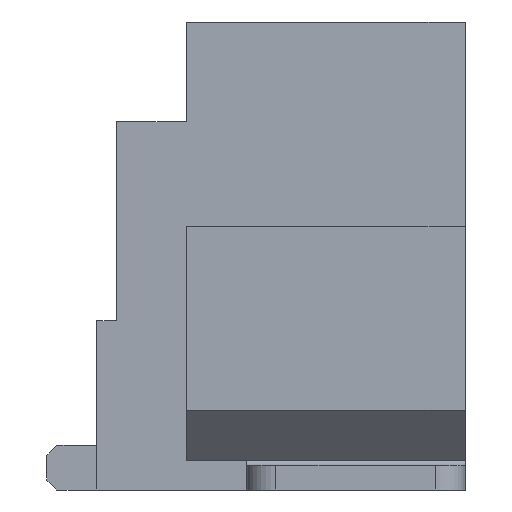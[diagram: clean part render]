
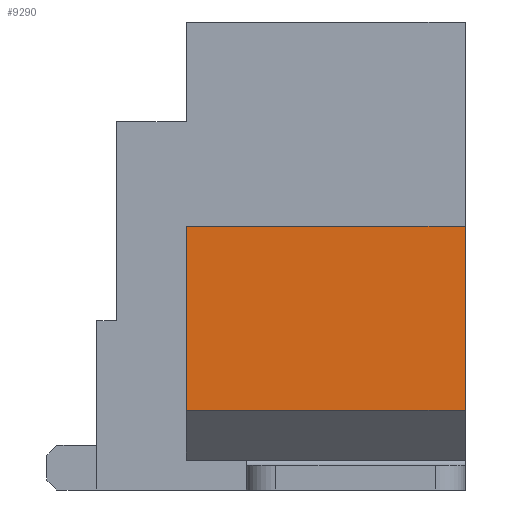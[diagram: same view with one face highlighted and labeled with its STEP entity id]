
A CAD part, left-side view. The second image highlights one B-rep face of the part: STEP entity #9290.
In plain terms, the highlighted planar face has unit normal (-1, 0, 0).
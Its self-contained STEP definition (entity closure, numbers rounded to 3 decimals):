
#44 = PLANE('',#45);
#45 = AXIS2_PLACEMENT_3D('',#46,#47,#48);
#46 = CARTESIAN_POINT('',(-7.125,-2.475,0.));
#47 = DIRECTION('',(0.,1.,0.));
#48 = DIRECTION('',(0.,0.,1.));
#454 = VERTEX_POINT('',#455);
#455 = CARTESIAN_POINT('',(-8.875,-2.475,0.8));
#469 = PLANE('',#470);
#470 = AXIS2_PLACEMENT_3D('',#471,#472,#473);
#471 = CARTESIAN_POINT('',(-8.375,-2.475,0.3));
#472 = DIRECTION('',(0.707,0.,0.707));
#473 = DIRECTION('',(-0.707,0.,0.707));
#481 = EDGE_CURVE('',#454,#482,#484,.T.);
#482 = VERTEX_POINT('',#483);
#483 = CARTESIAN_POINT('',(-8.875,-2.475,2.65));
#484 = SURFACE_CURVE('',#485,(#489,#496),.PCURVE_S1.);
#485 = LINE('',#486,#487);
#486 = CARTESIAN_POINT('',(-8.875,-2.475,0.8));
#487 = VECTOR('',#488,1.);
#488 = DIRECTION('',(0.,0.,1.));
#489 = PCURVE('',#44,#490);
#490 = DEFINITIONAL_REPRESENTATION('',(#491),#495);
#491 = LINE('',#492,#493);
#492 = CARTESIAN_POINT('',(0.8,-1.75));
#493 = VECTOR('',#494,1.);
#494 = DIRECTION('',(1.,0.));
#495 = ( GEOMETRIC_REPRESENTATION_CONTEXT(2)
PARAMETRIC_REPRESENTATION_CONTEXT() REPRESENTATION_CONTEXT('2D SPACE',''
) );
#496 = PCURVE('',#497,#502);
#497 = PLANE('',#498);
#498 = AXIS2_PLACEMENT_3D('',#499,#500,#501);
#499 = CARTESIAN_POINT('',(-8.875,-2.475,0.8));
#500 = DIRECTION('',(1.,0.,0.));
#501 = DIRECTION('',(0.,0.,1.));
#502 = DEFINITIONAL_REPRESENTATION('',(#503),#507);
#503 = LINE('',#504,#505);
#504 = CARTESIAN_POINT('',(0.,0.));
#505 = VECTOR('',#506,1.);
#506 = DIRECTION('',(1.,0.));
#507 = ( GEOMETRIC_REPRESENTATION_CONTEXT(2)
PARAMETRIC_REPRESENTATION_CONTEXT() REPRESENTATION_CONTEXT('2D SPACE',''
) );
#525 = PLANE('',#526);
#526 = AXIS2_PLACEMENT_3D('',#527,#528,#529);
#527 = CARTESIAN_POINT('',(-8.875,-2.475,2.65));
#528 = DIRECTION('',(0.,0.,-1.));
#529 = DIRECTION('',(1.,0.,0.));
#3968 = PLANE('',#3969);
#3969 = AXIS2_PLACEMENT_3D('',#3970,#3971,#3972);
#3970 = CARTESIAN_POINT('',(-7.125,0.325,0.3));
#3971 = DIRECTION('',(0.,-1.,0.));
#3972 = DIRECTION('',(0.,0.,-1.));
#9245 = EDGE_CURVE('',#482,#9246,#9248,.T.);
#9246 = VERTEX_POINT('',#9247);
#9247 = CARTESIAN_POINT('',(-8.875,0.325,2.65));
#9248 = SURFACE_CURVE('',#9249,(#9253,#9260),.PCURVE_S1.);
#9249 = LINE('',#9250,#9251);
#9250 = CARTESIAN_POINT('',(-8.875,-2.475,2.65));
#9251 = VECTOR('',#9252,1.);
#9252 = DIRECTION('',(0.,1.,0.));
#9253 = PCURVE('',#525,#9254);
#9254 = DEFINITIONAL_REPRESENTATION('',(#9255),#9259);
#9255 = LINE('',#9256,#9257);
#9256 = CARTESIAN_POINT('',(0.,0.));
#9257 = VECTOR('',#9258,1.);
#9258 = DIRECTION('',(0.,-1.));
#9259 = ( GEOMETRIC_REPRESENTATION_CONTEXT(2)
PARAMETRIC_REPRESENTATION_CONTEXT() REPRESENTATION_CONTEXT('2D SPACE',''
) );
#9260 = PCURVE('',#497,#9261);
#9261 = DEFINITIONAL_REPRESENTATION('',(#9262),#9266);
#9262 = LINE('',#9263,#9264);
#9263 = CARTESIAN_POINT('',(1.85,0.));
#9264 = VECTOR('',#9265,1.);
#9265 = DIRECTION('',(0.,-1.));
#9266 = ( GEOMETRIC_REPRESENTATION_CONTEXT(2)
PARAMETRIC_REPRESENTATION_CONTEXT() REPRESENTATION_CONTEXT('2D SPACE',''
) );
#9290 = ADVANCED_FACE('',(#9291),#497,.F.);
#9291 = FACE_BOUND('',#9292,.F.);
#9292 = EDGE_LOOP('',(#9293,#9316,#9337,#9338));
#9293 = ORIENTED_EDGE('',*,*,#9294,.T.);
#9294 = EDGE_CURVE('',#454,#9295,#9297,.T.);
#9295 = VERTEX_POINT('',#9296);
#9296 = CARTESIAN_POINT('',(-8.875,0.325,0.8));
#9297 = SURFACE_CURVE('',#9298,(#9302,#9309),.PCURVE_S1.);
#9298 = LINE('',#9299,#9300);
#9299 = CARTESIAN_POINT('',(-8.875,-2.475,0.8));
#9300 = VECTOR('',#9301,1.);
#9301 = DIRECTION('',(0.,1.,0.));
#9302 = PCURVE('',#497,#9303);
#9303 = DEFINITIONAL_REPRESENTATION('',(#9304),#9308);
#9304 = LINE('',#9305,#9306);
#9305 = CARTESIAN_POINT('',(0.,0.));
#9306 = VECTOR('',#9307,1.);
#9307 = DIRECTION('',(0.,-1.));
#9308 = ( GEOMETRIC_REPRESENTATION_CONTEXT(2)
PARAMETRIC_REPRESENTATION_CONTEXT() REPRESENTATION_CONTEXT('2D SPACE',''
) );
#9309 = PCURVE('',#469,#9310);
#9310 = DEFINITIONAL_REPRESENTATION('',(#9311),#9315);
#9311 = LINE('',#9312,#9313);
#9312 = CARTESIAN_POINT('',(0.707,0.));
#9313 = VECTOR('',#9314,1.);
#9314 = DIRECTION('',(0.,-1.));
#9315 = ( GEOMETRIC_REPRESENTATION_CONTEXT(2)
PARAMETRIC_REPRESENTATION_CONTEXT() REPRESENTATION_CONTEXT('2D SPACE',''
) );
#9316 = ORIENTED_EDGE('',*,*,#9317,.T.);
#9317 = EDGE_CURVE('',#9295,#9246,#9318,.T.);
#9318 = SURFACE_CURVE('',#9319,(#9323,#9330),.PCURVE_S1.);
#9319 = LINE('',#9320,#9321);
#9320 = CARTESIAN_POINT('',(-8.875,0.325,0.8));
#9321 = VECTOR('',#9322,1.);
#9322 = DIRECTION('',(0.,0.,1.));
#9323 = PCURVE('',#497,#9324);
#9324 = DEFINITIONAL_REPRESENTATION('',(#9325),#9329);
#9325 = LINE('',#9326,#9327);
#9326 = CARTESIAN_POINT('',(0.,-2.8));
#9327 = VECTOR('',#9328,1.);
#9328 = DIRECTION('',(1.,0.));
#9329 = ( GEOMETRIC_REPRESENTATION_CONTEXT(2)
PARAMETRIC_REPRESENTATION_CONTEXT() REPRESENTATION_CONTEXT('2D SPACE',''
) );
#9330 = PCURVE('',#3968,#9331);
#9331 = DEFINITIONAL_REPRESENTATION('',(#9332),#9336);
#9332 = LINE('',#9333,#9334);
#9333 = CARTESIAN_POINT('',(-0.5,-1.75));
#9334 = VECTOR('',#9335,1.);
#9335 = DIRECTION('',(-1.,0.));
#9336 = ( GEOMETRIC_REPRESENTATION_CONTEXT(2)
PARAMETRIC_REPRESENTATION_CONTEXT() REPRESENTATION_CONTEXT('2D SPACE',''
) );
#9337 = ORIENTED_EDGE('',*,*,#9245,.F.);
#9338 = ORIENTED_EDGE('',*,*,#481,.F.);
